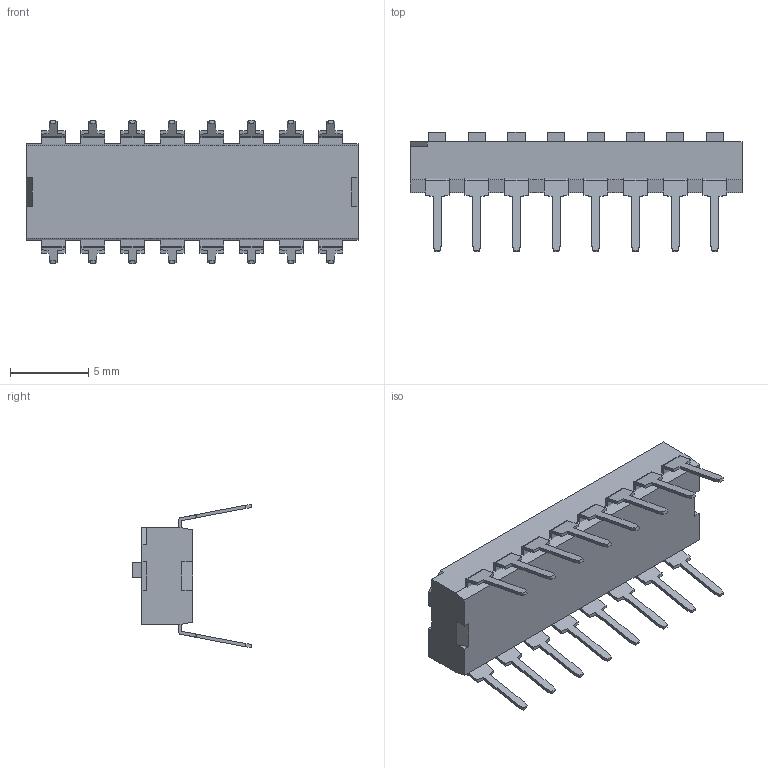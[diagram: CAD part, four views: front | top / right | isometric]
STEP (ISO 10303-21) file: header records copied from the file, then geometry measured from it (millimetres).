
FILE_DESCRIPTION( ( 'STEP AP214' ), '1' );
FILE_NAME( 'JS0108AP4.stp', '2020-03-12T19:38:44', ( '' ), ( '' ), ' ', 'PARTsolutions', ' ' );
FILE_SCHEMA( ( 'AUTOMOTIVE_DESIGN { 1 0 10303 214 1 1 1 1 }' ) );
Length unit declared in the file: inch
Products named in the file (4): JS0108AP4; _JS0108AP4-S-body; _JS0104-slide; _JS0108AP4-S-terminal
Assembly tree (10 placements, depth 2):
  JS0108AP4
    _JS0108AP4-S-body
    _JS0104-slide  x8
    _JS0108AP4-S-terminal
Bounding box: 21.26 x 7.64 x 9.19 mm (x, y, z)
Volume: 460.1 mm3; surface area: 919.2 mm2
Topology: 10 solids, 10 shells, 396 faces, 1104 edges, 736 vertices
Faces by surface type: plane 364, cylinder 32
Entity records: 13238 total; most frequent: CARTESIAN_POINT 1897, ORIENTED_EDGE 1872, DIRECTION 1674, EDGE_CURVE 936, LINE 872, VECTOR 872, VERTEX_POINT 624, AXIS2_PLACEMENT_3D 401
